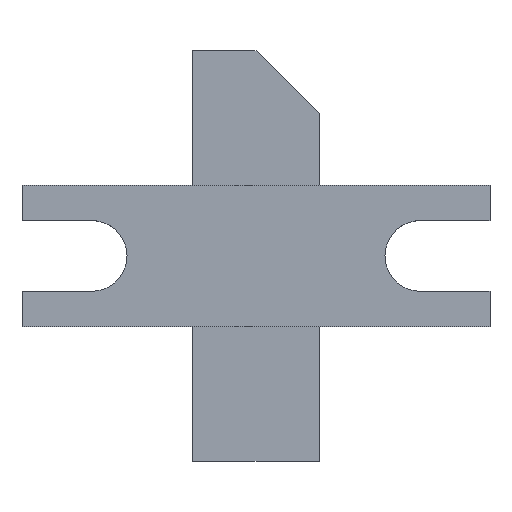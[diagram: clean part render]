
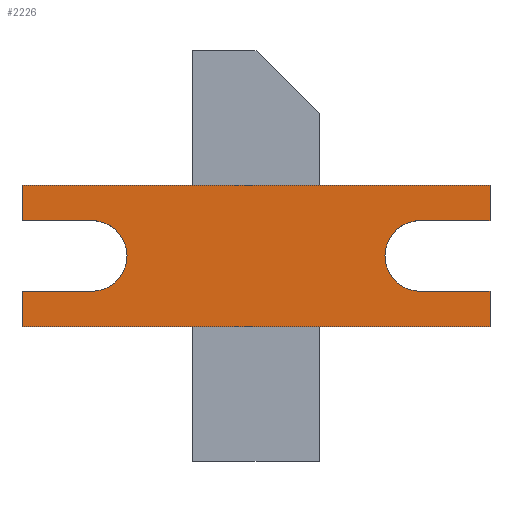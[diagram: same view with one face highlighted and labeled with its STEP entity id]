
A CAD part, top view. The second image highlights one B-rep face of the part: STEP entity #2226.
In plain terms, the highlighted planar face has unit normal (0, 0, 1).
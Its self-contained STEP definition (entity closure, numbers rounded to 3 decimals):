
#2226=ADVANCED_FACE('',(#3826),#3828,.T.);
#3826=FACE_BOUND('',#3827,.T.);
#3827=EDGE_LOOP('',(#5556,#5557,#5558,#5559,#5560,#5561,#5562,#5563,#5564,#5565,
#5566,#5567));
#3828=PLANE('',#3829);
#3829=AXIS2_PLACEMENT_3D('',#3830,#3831,#3832);
#3830=CARTESIAN_POINT('',(0.,0.,1.6));
#3831=DIRECTION('',(0.,0.,1.));
#3832=DIRECTION('',(-1.,0.,0.));
#5556=ORIENTED_EDGE('',*,*,#6221,.T.);
#5557=ORIENTED_EDGE('',*,*,#6219,.T.);
#5558=ORIENTED_EDGE('',*,*,#6241,.T.);
#5559=ORIENTED_EDGE('',*,*,#6239,.T.);
#5560=ORIENTED_EDGE('',*,*,#6237,.T.);
#5561=ORIENTED_EDGE('',*,*,#6235,.T.);
#5562=ORIENTED_EDGE('',*,*,#6233,.T.);
#5563=ORIENTED_EDGE('',*,*,#6231,.T.);
#5564=ORIENTED_EDGE('',*,*,#6229,.T.);
#5565=ORIENTED_EDGE('',*,*,#6227,.T.);
#5566=ORIENTED_EDGE('',*,*,#6225,.T.);
#5567=ORIENTED_EDGE('',*,*,#6223,.T.);
#6219=EDGE_CURVE('',#7328,#7326,#7329,.T.);
#6221=EDGE_CURVE('',#7331,#7328,#7332,.T.);
#6223=EDGE_CURVE('',#7334,#7331,#7335,.T.);
#6225=EDGE_CURVE('',#7337,#7334,#7338,.T.);
#6227=EDGE_CURVE('',#7340,#7337,#7341,.T.);
#6229=EDGE_CURVE('',#7343,#7340,#7344,.T.);
#6231=EDGE_CURVE('',#7346,#7343,#7347,.T.);
#6233=EDGE_CURVE('',#7349,#7346,#7350,.T.);
#6235=EDGE_CURVE('',#7352,#7349,#7353,.T.);
#6237=EDGE_CURVE('',#7355,#7352,#7356,.T.);
#6239=EDGE_CURVE('',#7358,#7355,#7359,.T.);
#6241=EDGE_CURVE('',#7326,#7358,#7361,.T.);
#7326=VERTEX_POINT('',#9778);
#7328=VERTEX_POINT('',#9782);
#7329=LINE('',#9783,#9784);
#7331=VERTEX_POINT('',#9789);
#7332=LINE('',#9790,#9791);
#7334=VERTEX_POINT('',#9796);
#7335=LINE('',#9797,#9798);
#7337=VERTEX_POINT('',#9803);
#7338=CIRCLE('',#9804,1.55);
#7340=VERTEX_POINT('',#9811);
#7341=LINE('',#9812,#9813);
#7343=VERTEX_POINT('',#9818);
#7344=LINE('',#9819,#9820);
#7346=VERTEX_POINT('',#9825);
#7347=LINE('',#9826,#9827);
#7349=VERTEX_POINT('',#9832);
#7350=LINE('',#9833,#9834);
#7352=VERTEX_POINT('',#9839);
#7353=LINE('',#9840,#9841);
#7355=VERTEX_POINT('',#9846);
#7356=CIRCLE('',#9847,1.55);
#7358=VERTEX_POINT('',#9854);
#7359=LINE('',#9855,#9856);
#7361=LINE('',#9861,#9862);
#9778=CARTESIAN_POINT('',(10.25,-3.1,1.6));
#9782=CARTESIAN_POINT('',(-10.25,-3.1,1.6));
#9783=CARTESIAN_POINT('',(-10.25,-3.1,1.6));
#9784=VECTOR('',#9785,1.);
#9785=DIRECTION('',(1.,0.,0.));
#9789=CARTESIAN_POINT('',(-10.25,-1.55,1.6));
#9790=CARTESIAN_POINT('',(-10.25,-1.55,1.6));
#9791=VECTOR('',#9792,1.);
#9792=DIRECTION('',(0.,-1.,0.));
#9796=CARTESIAN_POINT('',(-7.2,-1.55,1.6));
#9797=CARTESIAN_POINT('',(-7.2,-1.55,1.6));
#9798=VECTOR('',#9799,1.);
#9799=DIRECTION('',(-1.,0.,0.));
#9803=CARTESIAN_POINT('',(-7.2,1.55,1.6));
#9804=AXIS2_PLACEMENT_3D('',#9805,#9806,#9807);
#9805=CARTESIAN_POINT('',(-7.2,0.,1.6));
#9806=DIRECTION('',(0.,0.,-1.));
#9807=DIRECTION('',(0.,1.,0.));
#9811=CARTESIAN_POINT('',(-10.25,1.55,1.6));
#9812=CARTESIAN_POINT('',(-10.25,1.55,1.6));
#9813=VECTOR('',#9814,1.);
#9814=DIRECTION('',(1.,0.,0.));
#9818=CARTESIAN_POINT('',(-10.25,3.1,1.6));
#9819=CARTESIAN_POINT('',(-10.25,3.1,1.6));
#9820=VECTOR('',#9821,1.);
#9821=DIRECTION('',(0.,-1.,0.));
#9825=CARTESIAN_POINT('',(10.25,3.1,1.6));
#9826=CARTESIAN_POINT('',(10.25,3.1,1.6));
#9827=VECTOR('',#9828,1.);
#9828=DIRECTION('',(-1.,0.,0.));
#9832=CARTESIAN_POINT('',(10.25,1.55,1.6));
#9833=CARTESIAN_POINT('',(10.25,1.55,1.6));
#9834=VECTOR('',#9835,1.);
#9835=DIRECTION('',(0.,1.,0.));
#9839=CARTESIAN_POINT('',(7.2,1.55,1.6));
#9840=CARTESIAN_POINT('',(7.2,1.55,1.6));
#9841=VECTOR('',#9842,1.);
#9842=DIRECTION('',(1.,0.,0.));
#9846=CARTESIAN_POINT('',(7.2,-1.55,1.6));
#9847=AXIS2_PLACEMENT_3D('',#9848,#9849,#9850);
#9848=CARTESIAN_POINT('',(7.2,0.,1.6));
#9849=DIRECTION('',(0.,0.,-1.));
#9850=DIRECTION('',(0.,-1.,0.));
#9854=CARTESIAN_POINT('',(10.25,-1.55,1.6));
#9855=CARTESIAN_POINT('',(10.25,-1.55,1.6));
#9856=VECTOR('',#9857,1.);
#9857=DIRECTION('',(-1.,0.,0.));
#9861=CARTESIAN_POINT('',(10.25,-3.1,1.6));
#9862=VECTOR('',#9863,1.);
#9863=DIRECTION('',(0.,1.,0.));
